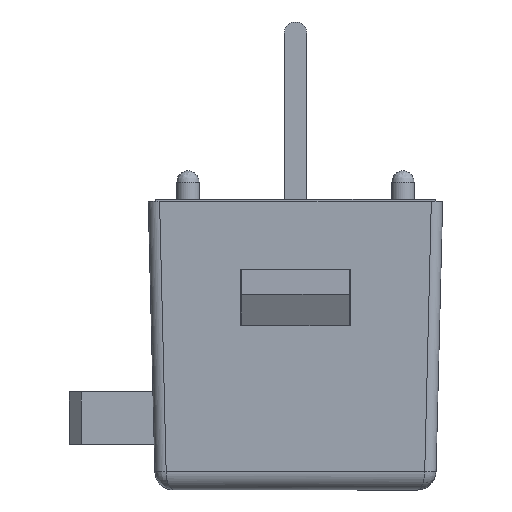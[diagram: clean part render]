
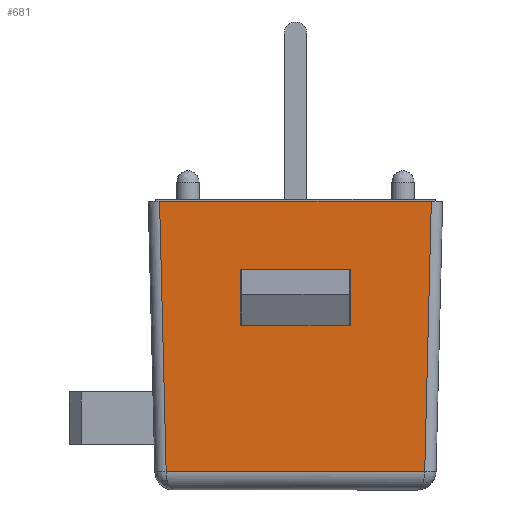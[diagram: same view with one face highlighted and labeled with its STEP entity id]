
A CAD part, front view. The second image highlights one B-rep face of the part: STEP entity #681.
In plain terms, the highlighted face is planar.
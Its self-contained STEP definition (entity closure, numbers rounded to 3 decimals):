
#288 = CARTESIAN_POINT ( 'NONE',  ( 1.45, 1.8, 6.962 ) ) ;
#297 = CARTESIAN_POINT ( 'NONE',  ( 3.6, 0., 7. ) ) ;
#349 = CARTESIAN_POINT ( 'NONE',  ( -3.6, 0., 7. ) ) ;
#352 = CARTESIAN_POINT ( 'NONE',  ( 3.425, 7.161, 6.85 ) ) ;
#371 = CARTESIAN_POINT ( 'NONE',  ( -3.425, 7.161, 6.85 ) ) ;
#396 = CARTESIAN_POINT ( 'NONE',  ( 1.45, 3.3, 6.931 ) ) ;
#398 = CARTESIAN_POINT ( 'NONE',  ( -1.45, 3.3, 6.931 ) ) ;
#404 = CARTESIAN_POINT ( 'NONE',  ( -1.45, 1.8, 6.962 ) ) ;
#681 = ADVANCED_FACE ( 'NONE', ( #1465, #1462 ), #6977, .F. ) ;
#1462 = FACE_BOUND ( 'NONE', #3976, .T. ) ;
#1465 = FACE_OUTER_BOUND ( 'NONE', #3962, .T. ) ;
#2730 = VERTEX_POINT ( 'NONE', #288 ) ;
#2751 = VERTEX_POINT ( 'NONE', #297 ) ;
#2796 = VERTEX_POINT ( 'NONE', #396 ) ;
#2808 = VERTEX_POINT ( 'NONE', #398 ) ;
#2825 = VERTEX_POINT ( 'NONE', #352 ) ;
#2828 = VERTEX_POINT ( 'NONE', #404 ) ;
#2844 = VERTEX_POINT ( 'NONE', #349 ) ;
#2850 = VERTEX_POINT ( 'NONE', #371 ) ;
#3027 = EDGE_CURVE ( 'NONE', #2796, #2808, #8481, .T. ) ;
#3046 = EDGE_CURVE ( 'NONE', #2808, #2828, #8448, .T. ) ;
#3760 = EDGE_CURVE ( 'NONE', #2751, #2844, #12135, .T. ) ;
#3763 = EDGE_CURVE ( 'NONE', #2828, #2730, #12147, .T. ) ;
#3770 = EDGE_CURVE ( 'NONE', #2850, #2825, #12106, .T. ) ;
#3792 = EDGE_CURVE ( 'NONE', #2825, #2751, #12188, .T. ) ;
#3796 = EDGE_CURVE ( 'NONE', #2730, #2796, #12166, .T. ) ;
#3803 = EDGE_CURVE ( 'NONE', #2844, #2850, #12154, .T. ) ;
#3962 = EDGE_LOOP ( 'NONE', ( #7937, #7924, #7975, #7954 ) ) ;
#3976 = EDGE_LOOP ( 'NONE', ( #7976, #7910, #7896, #7891 ) ) ;
#5293 = AXIS2_PLACEMENT_3D ( 'NONE', #7004, #6978, #6963 ) ;
#6963 = DIRECTION ( 'NONE',  ( 0., 1., -0.021 ) ) ;
#6977 = PLANE ( 'NONE',  #5293 ) ;
#6978 = DIRECTION ( 'NONE',  ( 0., -0.021, -1. ) ) ;
#7004 = CARTESIAN_POINT ( 'NONE',  ( 3.9, 0., 7. ) ) ;
#7891 = ORIENTED_EDGE ( 'NONE', *, *, #3763, .F. ) ;
#7896 = ORIENTED_EDGE ( 'NONE', *, *, #3796, .F. ) ;
#7910 = ORIENTED_EDGE ( 'NONE', *, *, #3027, .F. ) ;
#7924 = ORIENTED_EDGE ( 'NONE', *, *, #3760, .F. ) ;
#7937 = ORIENTED_EDGE ( 'NONE', *, *, #3803, .F. ) ;
#7954 = ORIENTED_EDGE ( 'NONE', *, *, #3770, .F. ) ;
#7975 = ORIENTED_EDGE ( 'NONE', *, *, #3792, .F. ) ;
#7976 = ORIENTED_EDGE ( 'NONE', *, *, #3046, .F. ) ;
#8448 = LINE ( 'NONE', #14060, #8449 ) ;
#8449 = VECTOR ( 'NONE', #14053, 1000. ) ;
#8464 = VECTOR ( 'NONE', #14001, 1000. ) ;
#8481 = LINE ( 'NONE', #14002, #8464 ) ;
#10875 = DIRECTION ( 'NONE',  ( -1., 0., 0. ) ) ;
#10878 = DIRECTION ( 'NONE',  ( 1., 0., 0. ) ) ;
#10879 = CARTESIAN_POINT ( 'NONE',  ( 3.9, 0., 7. ) ) ;
#10880 = CARTESIAN_POINT ( 'NONE',  ( 3.9, 1.8, 6.962 ) ) ;
#10898 = DIRECTION ( 'NONE',  ( 1., 0., 0. ) ) ;
#10917 = CARTESIAN_POINT ( 'NONE',  ( 3.9, 7.16, 6.85 ) ) ;
#10949 = CARTESIAN_POINT ( 'NONE',  ( 1.45, 0., 7. ) ) ;
#10956 = DIRECTION ( 'NONE',  ( 0., 1., -0.021 ) ) ;
#10973 = DIRECTION ( 'NONE',  ( 0.024, -0.999, 0.021 ) ) ;
#10974 = CARTESIAN_POINT ( 'NONE',  ( 3.425, 7.16, 6.85 ) ) ;
#10989 = CARTESIAN_POINT ( 'NONE',  ( -3.6, 0., 7. ) ) ;
#11000 = DIRECTION ( 'NONE',  ( 0.024, 0.999, -0.021 ) ) ;
#12106 = LINE ( 'NONE', #10917, #12115 ) ;
#12112 = VECTOR ( 'NONE', #10878, 1000. ) ;
#12115 = VECTOR ( 'NONE', #10898, 1000. ) ;
#12127 = VECTOR ( 'NONE', #10875, 1000. ) ;
#12135 = LINE ( 'NONE', #10879, #12127 ) ;
#12147 = LINE ( 'NONE', #10880, #12112 ) ;
#12154 = LINE ( 'NONE', #10989, #12187 ) ;
#12166 = LINE ( 'NONE', #10949, #12167 ) ;
#12167 = VECTOR ( 'NONE', #10956, 1000. ) ;
#12174 = VECTOR ( 'NONE', #10973, 1000. ) ;
#12187 = VECTOR ( 'NONE', #11000, 1000. ) ;
#12188 = LINE ( 'NONE', #10974, #12174 ) ;
#14001 = DIRECTION ( 'NONE',  ( -1., 0., 0. ) ) ;
#14002 = CARTESIAN_POINT ( 'NONE',  ( 3.9, 3.3, 6.931 ) ) ;
#14053 = DIRECTION ( 'NONE',  ( 0., -1., 0.021 ) ) ;
#14060 = CARTESIAN_POINT ( 'NONE',  ( -1.45, 0., 7. ) ) ;
